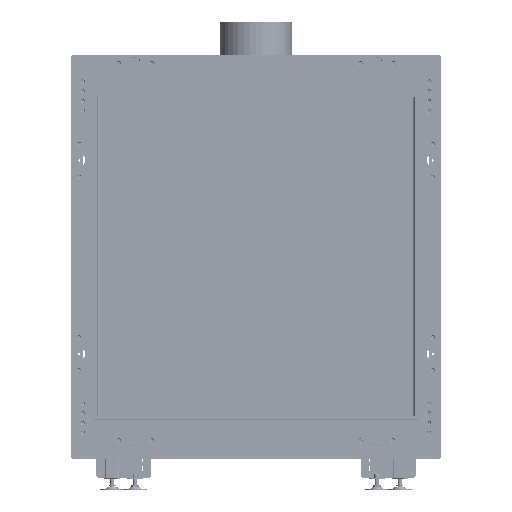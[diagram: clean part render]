
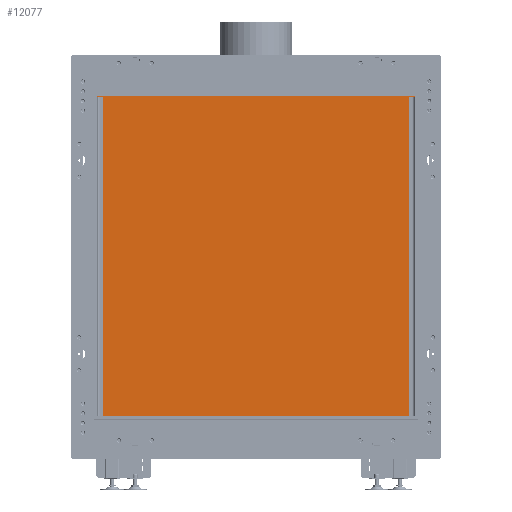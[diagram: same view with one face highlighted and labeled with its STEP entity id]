
A CAD part, top view. The second image highlights one B-rep face of the part: STEP entity #12077.
In plain terms, the highlighted planar face has unit normal (0, 0, 1).
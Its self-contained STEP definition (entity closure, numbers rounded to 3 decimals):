
#3140 = VECTOR ( 'NONE', #26763, 1000. ) ;
#7543 = DIRECTION ( 'NONE',  ( -1., 0., 0. ) ) ;
#10756 = LINE ( 'NONE', #16061, #20257 ) ;
#11739 = DIRECTION ( 'NONE',  ( 0., -1., 0. ) ) ;
#11903 = ORIENTED_EDGE ( 'NONE', *, *, #50701, .T. ) ;
#12077 = ADVANCED_FACE ( 'NONE', ( #17493 ), #27104, .F. ) ;
#12302 = EDGE_CURVE ( 'NONE', #35908, #59477, #42668, .T. ) ;
#13675 = CARTESIAN_POINT ( 'NONE',  ( -329., -343.5, 4. ) ) ;
#14577 = VERTEX_POINT ( 'NONE', #40123 ) ;
#16061 = CARTESIAN_POINT ( 'NONE',  ( -329., -343.5, 4. ) ) ;
#17176 = DIRECTION ( 'NONE',  ( 0., 0., -1. ) ) ;
#17493 = FACE_OUTER_BOUND ( 'NONE', #33428, .T. ) ;
#20257 = VECTOR ( 'NONE', #11739, 1000. ) ;
#26733 = DIRECTION ( 'NONE',  ( 0., 1., 0. ) ) ;
#26763 = DIRECTION ( 'NONE',  ( -1., 0., 0. ) ) ;
#27104 = PLANE ( 'NONE',  #28541 ) ;
#28541 = AXIS2_PLACEMENT_3D ( 'NONE', #53543, #17176, #7543 ) ;
#30591 = VECTOR ( 'NONE', #26733, 1000. ) ;
#31163 = CARTESIAN_POINT ( 'NONE',  ( 329., 343.5, 4. ) ) ;
#32224 = ORIENTED_EDGE ( 'NONE', *, *, #12302, .T. ) ;
#33428 = EDGE_LOOP ( 'NONE', ( #61879, #11903, #35404, #32224 ) ) ;
#34228 = LINE ( 'NONE', #13675, #52232 ) ;
#35404 = ORIENTED_EDGE ( 'NONE', *, *, #56214, .T. ) ;
#35908 = VERTEX_POINT ( 'NONE', #31163 ) ;
#36049 = VERTEX_POINT ( 'NONE', #64766 ) ;
#40123 = CARTESIAN_POINT ( 'NONE',  ( -329., -343.5, 4. ) ) ;
#42327 = CARTESIAN_POINT ( 'NONE',  ( -329., 343.5, 4. ) ) ;
#42668 = LINE ( 'NONE', #42327, #3140 ) ;
#46608 = LINE ( 'NONE', #47249, #30591 ) ;
#47249 = CARTESIAN_POINT ( 'NONE',  ( 329., -343.5, 4. ) ) ;
#48058 = EDGE_CURVE ( 'NONE', #59477, #14577, #10756, .T. ) ;
#49144 = DIRECTION ( 'NONE',  ( 1., 0., 0. ) ) ;
#50701 = EDGE_CURVE ( 'NONE', #14577, #36049, #34228, .T. ) ;
#52232 = VECTOR ( 'NONE', #49144, 1000. ) ;
#53543 = CARTESIAN_POINT ( 'NONE',  ( -329., 343.5, 4. ) ) ;
#56214 = EDGE_CURVE ( 'NONE', #36049, #35908, #46608, .T. ) ;
#59477 = VERTEX_POINT ( 'NONE', #63187 ) ;
#61879 = ORIENTED_EDGE ( 'NONE', *, *, #48058, .T. ) ;
#63187 = CARTESIAN_POINT ( 'NONE',  ( -329., 343.5, 4. ) ) ;
#64766 = CARTESIAN_POINT ( 'NONE',  ( 329., -343.5, 4. ) ) ;
